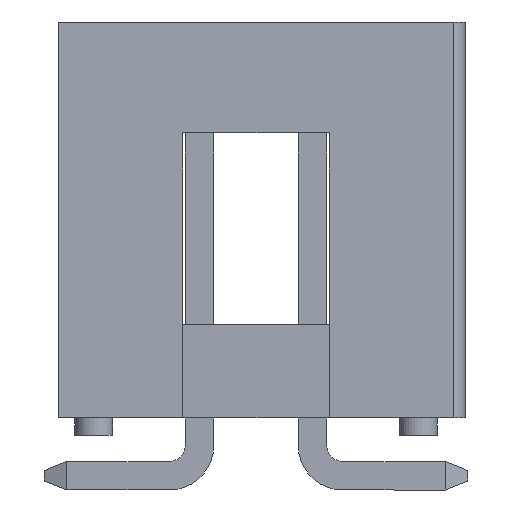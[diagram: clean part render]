
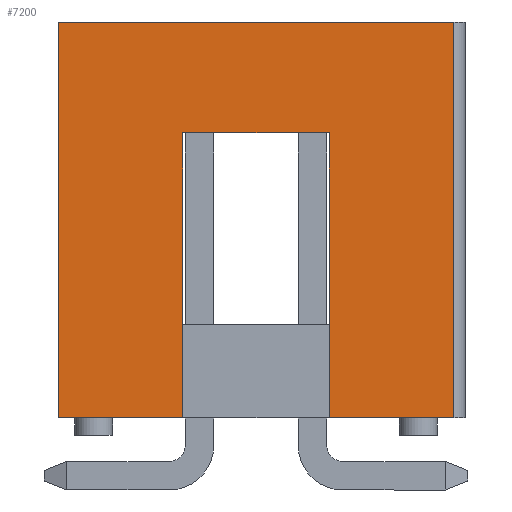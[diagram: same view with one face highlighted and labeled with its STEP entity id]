
A CAD part, front view. The second image highlights one B-rep face of the part: STEP entity #7200.
In plain terms, the highlighted face is planar.
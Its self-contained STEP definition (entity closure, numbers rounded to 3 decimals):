
#938=ORIENTED_EDGE('',*,*,#1965,.T.);
#939=ORIENTED_EDGE('',*,*,#1966,.F.);
#940=ORIENTED_EDGE('',*,*,#1967,.T.);
#941=ORIENTED_EDGE('',*,*,#1968,.T.);
#942=ORIENTED_EDGE('',*,*,#1969,.T.);
#943=ORIENTED_EDGE('',*,*,#1970,.F.);
#944=ORIENTED_EDGE('',*,*,#1964,.F.);
#945=ORIENTED_EDGE('',*,*,#1971,.T.);
#1964=EDGE_CURVE('',#2499,#2496,#3043,.T.);
#1965=EDGE_CURVE('',#2500,#2501,#3044,.T.);
#1966=EDGE_CURVE('',#2502,#2501,#3045,.T.);
#1967=EDGE_CURVE('',#2502,#2503,#3046,.T.);
#1968=EDGE_CURVE('',#2503,#2504,#3047,.T.);
#1969=EDGE_CURVE('',#2504,#2505,#3048,.T.);
#1970=EDGE_CURVE('',#2496,#2505,#3049,.T.);
#1971=EDGE_CURVE('',#2499,#2500,#3050,.T.);
#2496=VERTEX_POINT('',#9963);
#2499=VERTEX_POINT('',#9972);
#2500=VERTEX_POINT('',#9976);
#2501=VERTEX_POINT('',#9977);
#2502=VERTEX_POINT('',#9979);
#2503=VERTEX_POINT('',#9981);
#2504=VERTEX_POINT('',#9983);
#2505=VERTEX_POINT('',#9985);
#3043=LINE('',#9973,#3690);
#3044=LINE('',#9975,#3691);
#3045=LINE('',#9978,#3692);
#3046=LINE('',#9980,#3693);
#3047=LINE('',#9982,#3694);
#3048=LINE('',#9984,#3695);
#3049=LINE('',#9986,#3696);
#3050=LINE('',#9987,#3697);
#3690=VECTOR('',#8567,1000.);
#3691=VECTOR('',#8570,1000.);
#3692=VECTOR('',#8571,1000.);
#3693=VECTOR('',#8572,1000.);
#3694=VECTOR('',#8573,1000.);
#3695=VECTOR('',#8574,1000.);
#3696=VECTOR('',#8575,1000.);
#3697=VECTOR('',#8576,1000.);
#4138=EDGE_LOOP('',(#938,#939,#940,#941,#942,#943,#944,#945));
#4473=FACE_BOUND('',#4138,.T.);
#4776=PLANE('',#7564);
#7200=ADVANCED_FACE('',(#4473),#4776,.T.);
#7564=AXIS2_PLACEMENT_3D('',#9974,#8568,#8569);
#8567=DIRECTION('',(0.,1.,0.));
#8568=DIRECTION('',(1.,0.,0.));
#8569=DIRECTION('',(0.,0.,-1.));
#8570=DIRECTION('',(0.,1.,0.));
#8571=DIRECTION('',(0.,0.,-1.));
#8572=DIRECTION('',(0.,1.,0.));
#8573=DIRECTION('',(0.,0.,-1.));
#8574=DIRECTION('',(0.,1.,0.));
#8575=DIRECTION('',(0.,0.,-1.));
#8576=DIRECTION('',(0.,0.,-1.));
#9963=CARTESIAN_POINT('',(10.16,4.445,4.445));
#9972=CARTESIAN_POINT('',(10.16,-4.445,4.445));
#9973=CARTESIAN_POINT('',(10.16,-4.445,4.445));
#9974=CARTESIAN_POINT('',(10.16,-4.445,4.445));
#9975=CARTESIAN_POINT('',(10.16,-4.445,-4.445));
#9976=CARTESIAN_POINT('',(10.16,-4.445,-4.445));
#9977=CARTESIAN_POINT('',(10.16,-1.65,-4.445));
#9978=CARTESIAN_POINT('',(10.16,-1.65,1.955));
#9979=CARTESIAN_POINT('',(10.16,-1.65,1.955));
#9980=CARTESIAN_POINT('',(10.16,-1.65,1.955));
#9981=CARTESIAN_POINT('',(10.16,1.65,1.955));
#9982=CARTESIAN_POINT('',(10.16,1.65,1.955));
#9983=CARTESIAN_POINT('',(10.16,1.65,-4.445));
#9984=CARTESIAN_POINT('',(10.16,-4.445,-4.445));
#9985=CARTESIAN_POINT('',(10.16,4.445,-4.445));
#9986=CARTESIAN_POINT('',(10.16,4.445,4.445));
#9987=CARTESIAN_POINT('',(10.16,-4.445,4.445));
